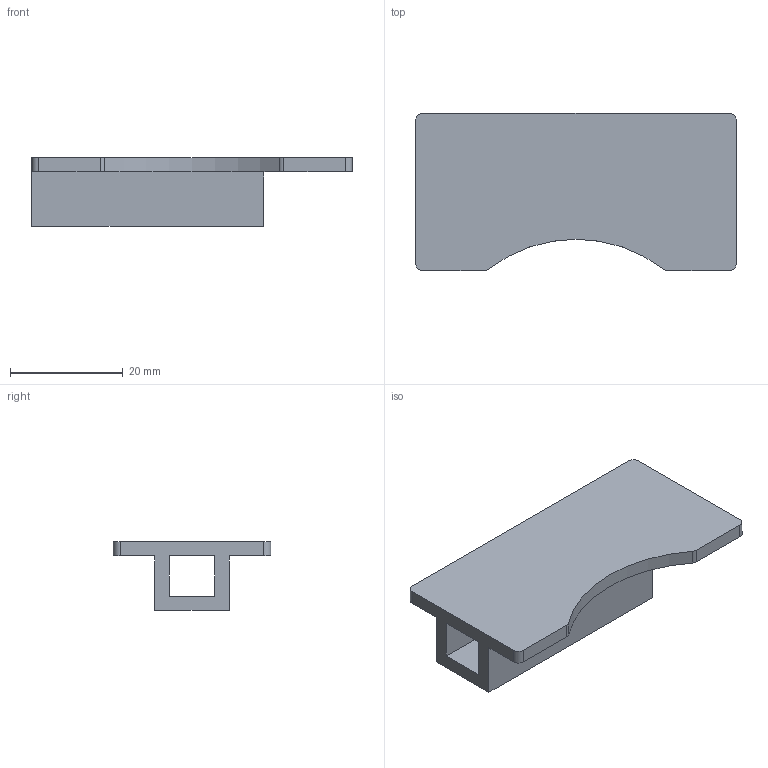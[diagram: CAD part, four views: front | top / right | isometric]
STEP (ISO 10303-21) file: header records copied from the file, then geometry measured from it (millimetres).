
FILE_DESCRIPTION (( 'STEP AP214' ), '1' );
FILE_NAME ('PCB_Cover_Plate.STEP', '2025-08-11T18:03:15', ( '' ), ( '' ), 'SwSTEP 2.0', 'SolidWorks 2024', '' );
FILE_SCHEMA (( 'AUTOMOTIVE_DESIGN' ));
Length unit declared in the file: inch
Products named in the file (1): PCB_Cover_Plate
Bounding box: 56.9 x 27.94 x 12.19 mm (x, y, z)
Volume: 6594.4 mm3; surface area: 5554.5 mm2
Topology: 1 solids, 1 shells, 21 faces, 60 edges, 40 vertices
Faces by surface type: plane 14, cylinder 7
Entity records: 719 total; most frequent: CARTESIAN_POINT 122, ORIENTED_EDGE 120, DIRECTION 118, EDGE_CURVE 60, VECTOR 46, LINE 46, VERTEX_POINT 40, AXIS2_PLACEMENT_3D 36
